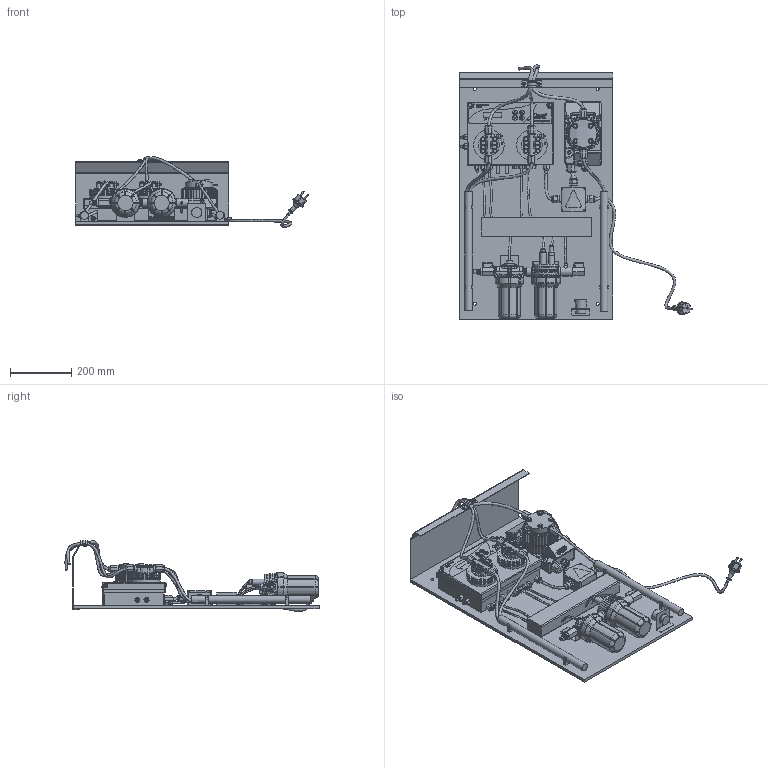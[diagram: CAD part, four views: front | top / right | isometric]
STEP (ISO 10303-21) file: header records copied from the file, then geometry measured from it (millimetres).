
FILE_DESCRIPTION(/* description */ (''),/* implementation_level */ '2;1');
FILE_NAME(/* name */ '50434 Clear fountain system_kleiner gerechnet.stp',/* time_stamp */ '2017-07-12T10:46:21+02:00',/* author */ ('guzb562'),/* organization */ (''),/* preprocessor_version */ 'ST-DEVELOPER v16.5',/* originating_system */ 'Autodesk Inventor 2017',/* authorisation */ '');
FILE_SCHEMA (('AUTOMOTIVE_DESIGN { 1 0 10303 214 3 1 1 }'));
Products named in the file (1): zusammenbau clear fountain system1_Shrinkwrap_1
Bounding box: 759.06 x 827.89 x 230.25 mm (x, y, z)
Volume: 14780948.9 mm3; surface area: 1880252.6 mm2
Topology: 13 solids, 28 shells, 3643 faces, 9549 edges, 6204 vertices
Faces by surface type: plane 1856, cylinder 824, bspline 569, torus 217, cone 168, sphere 9
Full cylindrical faces by diameter (mm): 3.187 x2, 4.541 x1, 4.921 x2, 5 x2, 5.107 x2, 5.156 x6, 5.269 x9, 6 x6, 6.263 x2, 6.91 x1, 7 x1, 7.056 x1, 7.057 x1, 7.666 x1, 7.905 x2, 8.298 x2, 8.783 x1, 8.835 x1, 9.106 x2, 9.217 x2, 9.815 x9, 10 x6, 10.921 x1, 11 x9, 11.952 x5, 12.192 x2, 12.871 x1, 13.013 x2, 13.046 x1, 13.896 x1
Entity records: 128471 total; most frequent: CARTESIAN_POINT 40004, ORIENTED_EDGE 18328, DIRECTION 16698, EDGE_CURVE 9177, VERTEX_POINT 6102, AXIS2_PLACEMENT_3D 5717, LINE 5264, VECTOR 5264
